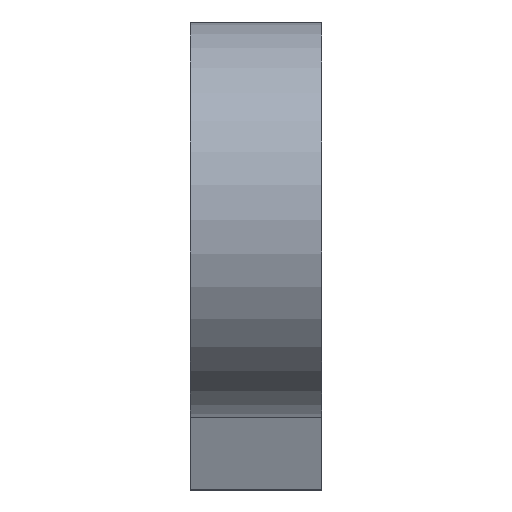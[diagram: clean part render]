
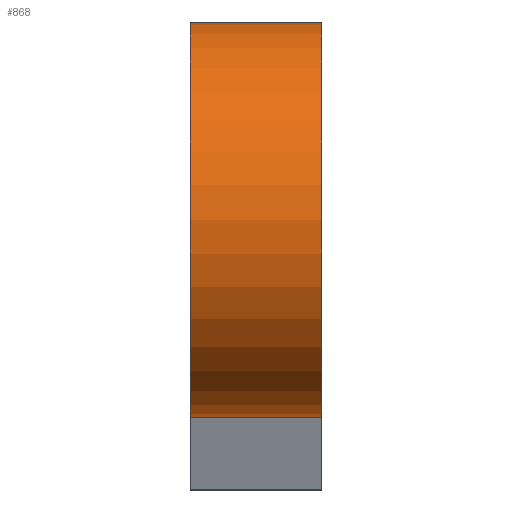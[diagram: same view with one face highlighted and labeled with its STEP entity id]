
A CAD part, left-side view. The second image highlights one B-rep face of the part: STEP entity #868.
In plain terms, the highlighted cylindrical face has radius 4.763 mm (diameter 9.525 mm), a partial arc.
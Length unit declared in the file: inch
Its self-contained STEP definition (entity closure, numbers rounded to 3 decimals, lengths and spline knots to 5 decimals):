
#170 = CARTESIAN_POINT ( 'NONE',  ( -5.5824, 0.125, 0.1875 ) ) ;
#868 = ADVANCED_FACE ( 'NONE', ( #7248 ), #13462, .T. ) ;
#923 = EDGE_CURVE ( 'NONE', #9701, #4336, #2966, .T. ) ;
#1404 = DIRECTION ( 'NONE',  ( 0., 0., 1. ) ) ;
#1416 = DIRECTION ( 'NONE',  ( 0., 1., 0. ) ) ;
#1434 = CARTESIAN_POINT ( 'NONE',  ( -5.5824, 0.125, 0. ) ) ;
#1505 = AXIS2_PLACEMENT_3D ( 'NONE', #1434, #1416, #1404 ) ;
#1795 = ORIENTED_EDGE ( 'NONE', *, *, #2489, .F. ) ;
#2158 = CARTESIAN_POINT ( 'NONE',  ( -5.5824, 0., 0.1875 ) ) ;
#2489 = EDGE_CURVE ( 'NONE', #5779, #5146, #14967, .T. ) ;
#2966 = LINE ( 'NONE', #5496, #6450 ) ;
#3060 = EDGE_LOOP ( 'NONE', ( #14919, #1795, #5694, #9028 ) ) ;
#3649 = CIRCLE ( 'NONE', #1505, 0.1875 ) ;
#4336 = VERTEX_POINT ( 'NONE', #11777 ) ;
#5146 = VERTEX_POINT ( 'NONE', #2158 ) ;
#5196 = EDGE_CURVE ( 'NONE', #9701, #5779, #3649, .T. ) ;
#5496 = CARTESIAN_POINT ( 'NONE',  ( -5.5824, 0.125, -0.1875 ) ) ;
#5694 = ORIENTED_EDGE ( 'NONE', *, *, #5196, .F. ) ;
#5779 = VERTEX_POINT ( 'NONE', #170 ) ;
#6236 = AXIS2_PLACEMENT_3D ( 'NONE', #7094, #8494, #14426 ) ;
#6450 = VECTOR ( 'NONE', #6788, 39.37008 ) ;
#6788 = DIRECTION ( 'NONE',  ( 0., -1., 0. ) ) ;
#7094 = CARTESIAN_POINT ( 'NONE',  ( -5.5824, 0.125, 0. ) ) ;
#7248 = FACE_OUTER_BOUND ( 'NONE', #3060, .T. ) ;
#8313 = VECTOR ( 'NONE', #10485, 39.37008 ) ;
#8494 = DIRECTION ( 'NONE',  ( 0., -1., 0. ) ) ;
#9028 = ORIENTED_EDGE ( 'NONE', *, *, #923, .T. ) ;
#9217 = CARTESIAN_POINT ( 'NONE',  ( -5.5824, 0.125, -0.1875 ) ) ;
#9701 = VERTEX_POINT ( 'NONE', #9217 ) ;
#10485 = DIRECTION ( 'NONE',  ( 0., -1., 0. ) ) ;
#10586 = CARTESIAN_POINT ( 'NONE',  ( -5.5824, 0.125, 0.1875 ) ) ;
#11027 = AXIS2_PLACEMENT_3D ( 'NONE', #15776, #15753, #15739 ) ;
#11777 = CARTESIAN_POINT ( 'NONE',  ( -5.5824, 0., -0.1875 ) ) ;
#13263 = CIRCLE ( 'NONE', #11027, 0.1875 ) ;
#13462 = CYLINDRICAL_SURFACE ( 'NONE', #6236, 0.1875 ) ;
#14426 = DIRECTION ( 'NONE',  ( 0., 0., -1. ) ) ;
#14919 = ORIENTED_EDGE ( 'NONE', *, *, #15569, .T. ) ;
#14967 = LINE ( 'NONE', #10586, #8313 ) ;
#15569 = EDGE_CURVE ( 'NONE', #4336, #5146, #13263, .T. ) ;
#15739 = DIRECTION ( 'NONE',  ( 0., 0., 1. ) ) ;
#15753 = DIRECTION ( 'NONE',  ( 0., 1., 0. ) ) ;
#15776 = CARTESIAN_POINT ( 'NONE',  ( -5.5824, 0., 0. ) ) ;
